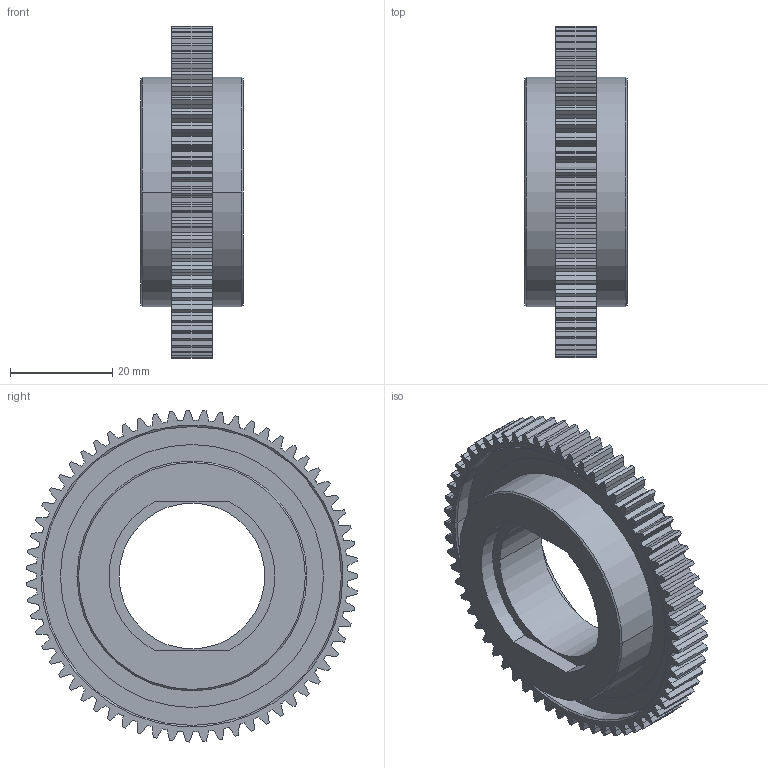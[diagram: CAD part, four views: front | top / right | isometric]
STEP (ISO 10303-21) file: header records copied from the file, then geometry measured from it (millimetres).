
FILE_DESCRIPTION(('CATIA V5 STEP Exchange','CAx-IF Rec.Pracs.--- Model Styling and Organization---1.2---2011-12-15'),'2;1');
FILE_NAME('PIGNON PORTE FRAISE.stp','2022-11-28T09:25:08+00:00',('none'),('none'),'CATIA Version 5-6 Release 2013 SP6 HF13','CATIA V5 STEP AP214','none');
FILE_SCHEMA(('AUTOMOTIVE_DESIGN { 1 0 10303 214 1 1 1 1 }'));
Length unit declared in the file: millimetre
Products named in the file (1): PIGNON PORTE FRAISE
Bounding box: 20 x 64.97 x 64.99 mm (x, y, z)
Volume: 19747.6 mm3; surface area: 13628.4 mm2
Topology: 1 solids, 1 shells, 416 faces, 1214 edges, 808 vertices
Faces by surface type: plane 264, cylinder 144, cone 8
Entity records: 13726 total; most frequent: CARTESIAN_POINT 3085, ORIENTED_EDGE 2428, DIRECTION 1648, EDGE_CURVE 1214, VERTEX_POINT 808, VECTOR 668, LINE 668, AXIS2_PLACEMENT_3D 575
